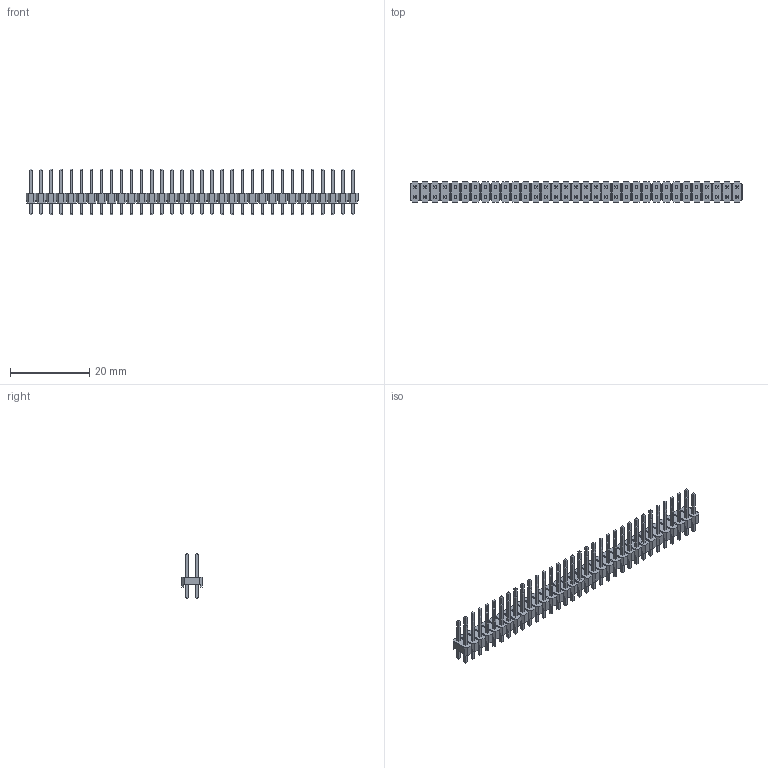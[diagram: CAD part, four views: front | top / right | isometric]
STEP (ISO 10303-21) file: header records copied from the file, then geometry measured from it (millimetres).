
FILE_DESCRIPTION(('STEP AP214'), '1');
FILE_NAME('PLD', '', ('UNSPECIFIED'), ('UNSPECIFIED'), 'ASCON STEP Converter 1.6', 'ASCON Math Kernel', '');
FILE_SCHEMA(('AUTOMOTIVE_DESIGN { 1 0 10303 214 3 1 1}'));
Length unit declared in the file: millimetre
Bounding box: 83.82 x 5.08 x 11.6 mm (x, y, z)
Volume: 1018.2 mm3; surface area: 3030.7 mm2
Topology: 1 solids, 1 shells, 1690 faces, 4044 edges, 2520 vertices
Faces by surface type: plane 1690
Entity records: 60764 total; most frequent: CARTESIAN_POINT 8255, ORIENTED_EDGE 8088, DIRECTION 7426, EDGE_CURVE 4044, LINE 4044, VECTOR 4044, VERTEX_POINT 2520, FACE_BOUND 1854
